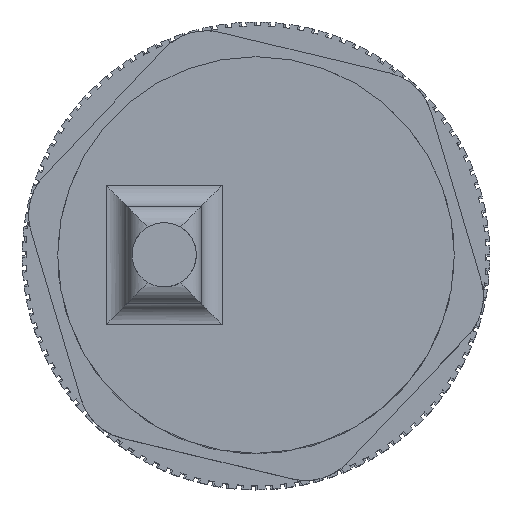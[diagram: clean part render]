
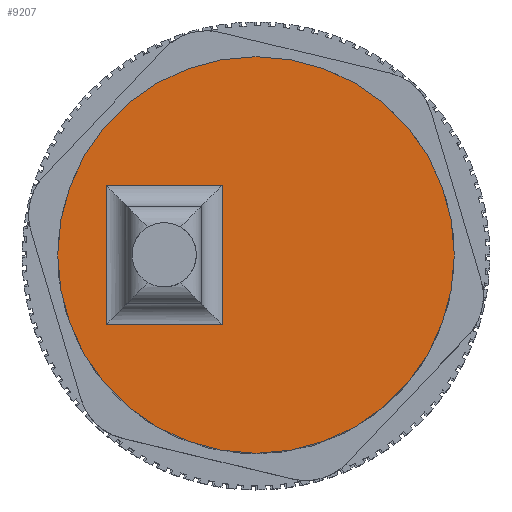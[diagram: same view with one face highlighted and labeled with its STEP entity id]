
A CAD part, top view. The second image highlights one B-rep face of the part: STEP entity #9207.
In plain terms, the highlighted planar face has unit normal (0, 0, 1).
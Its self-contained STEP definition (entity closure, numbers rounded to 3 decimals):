
#30=FACE_BOUND('',#1182,.T.);
#46=CIRCLE('',#9718,9.5);
#310=PLANE('',#9717);
#686=FACE_OUTER_BOUND('',#1181,.T.);
#1181=EDGE_LOOP('',(#6310));
#1182=EDGE_LOOP('',(#6311,#6312,#6313,#6314));
#1703=LINE('',#13253,#2819);
#1704=LINE('',#13257,#2820);
#1706=LINE('',#13262,#2822);
#1707=LINE('',#13265,#2823);
#2819=VECTOR('',#10527,6.671);
#2820=VECTOR('',#10532,5.558);
#2822=VECTOR('',#10538,6.671);
#2823=VECTOR('',#10543,5.558);
#3942=VERTEX_POINT('',#13250);
#3943=VERTEX_POINT('',#13252);
#3944=VERTEX_POINT('',#13256);
#3945=VERTEX_POINT('',#13261);
#3946=VERTEX_POINT('',#13270);
#4870=EDGE_CURVE('',#3942,#3943,#1703,.T.);
#4872=EDGE_CURVE('',#3944,#3942,#1704,.T.);
#4875=EDGE_CURVE('',#3945,#3944,#1706,.T.);
#4877=EDGE_CURVE('',#3943,#3945,#1707,.T.);
#4879=EDGE_CURVE('',#3946,#3946,#46,.T.);
#6310=ORIENTED_EDGE('',*,*,#4879,.T.);
#6311=ORIENTED_EDGE('',*,*,#4870,.F.);
#6312=ORIENTED_EDGE('',*,*,#4872,.F.);
#6313=ORIENTED_EDGE('',*,*,#4875,.F.);
#6314=ORIENTED_EDGE('',*,*,#4877,.F.);
#9207=ADVANCED_FACE('',(#686,#30),#310,.T.);
#9717=AXIS2_PLACEMENT_3D('',#13269,#10549,#10550);
#9718=AXIS2_PLACEMENT_3D('',#13271,#10551,#10552);
#10527=DIRECTION('',(0.,-1.,0.));
#10532=DIRECTION('',(-1.,0.,0.));
#10538=DIRECTION('',(0.,1.,0.));
#10543=DIRECTION('',(1.,0.,0.));
#10549=DIRECTION('center_axis',(0.,0.,1.));
#10550=DIRECTION('ref_axis',(1.,0.,0.));
#10551=DIRECTION('center_axis',(0.,0.,1.));
#10552=DIRECTION('ref_axis',(-1.,0.,0.));
#13250=CARTESIAN_POINT('',(-7.179,3.335,45.));
#13252=CARTESIAN_POINT('',(-7.179,-3.335,45.));
#13253=CARTESIAN_POINT('',(-7.179,1.168,45.));
#13256=CARTESIAN_POINT('',(-1.621,3.335,45.));
#13257=CARTESIAN_POINT('',(-1.311,3.335,45.));
#13261=CARTESIAN_POINT('',(-1.621,-3.335,45.));
#13262=CARTESIAN_POINT('',(-1.621,-1.168,45.));
#13265=CARTESIAN_POINT('',(-3.09,-3.335,45.));
#13269=CARTESIAN_POINT('Origin',(0.,0.,
45.));
#13270=CARTESIAN_POINT('',(9.5,0.,45.));
#13271=CARTESIAN_POINT('Origin',(0.,0.,45.));
